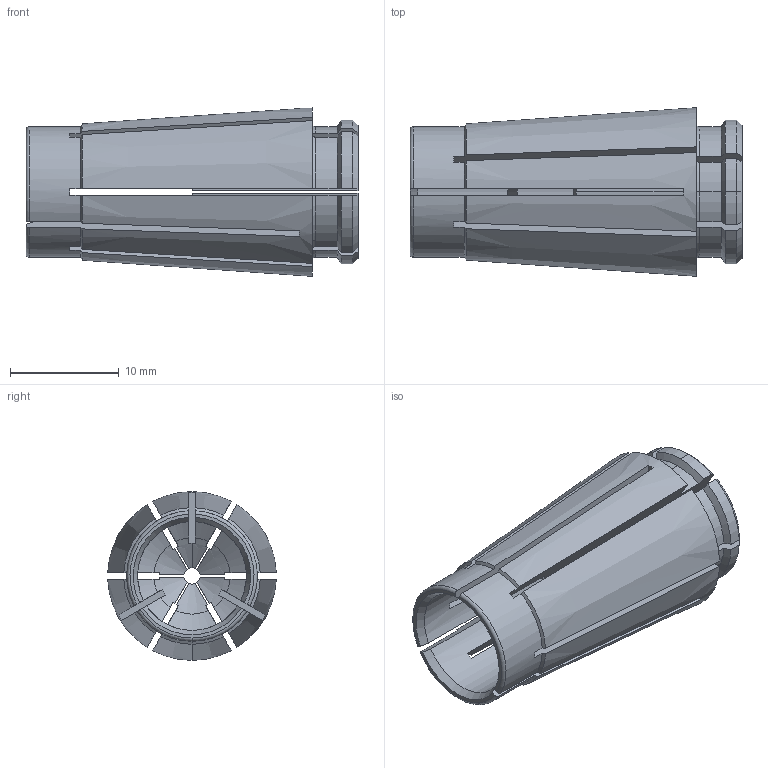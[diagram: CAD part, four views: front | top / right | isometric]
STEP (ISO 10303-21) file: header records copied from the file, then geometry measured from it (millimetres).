
FILE_DESCRIPTION (( 'STEP AP214' ), '1' );
FILE_NAME ('SK10-1.5.STEP', '2021-01-29T07:12:28', ( 'User' ), ( 'China' ), 'SwSTEP 2.0', 'SolidWorks 2016', '' );
FILE_SCHEMA (( 'AUTOMOTIVE_DESIGN' ));
Length unit declared in the file: millimetre
Products named in the file (1): SK10-1.5
Bounding box: 30.5 x 15.49 x 15.5 mm (x, y, z)
Volume: 2871.8 mm3; surface area: 3780 mm2
Topology: 1 solids, 1 shells, 181 faces, 538 edges, 357 vertices
Faces by surface type: cone 64, plane 54, cylinder 52, torus 11
Entity records: 6467 total; most frequent: CARTESIAN_POINT 1695, ORIENTED_EDGE 1076, DIRECTION 937, EDGE_CURVE 538, AXIS2_PLACEMENT_3D 373, VERTEX_POINT 357, LINE 191, CIRCLE 191
